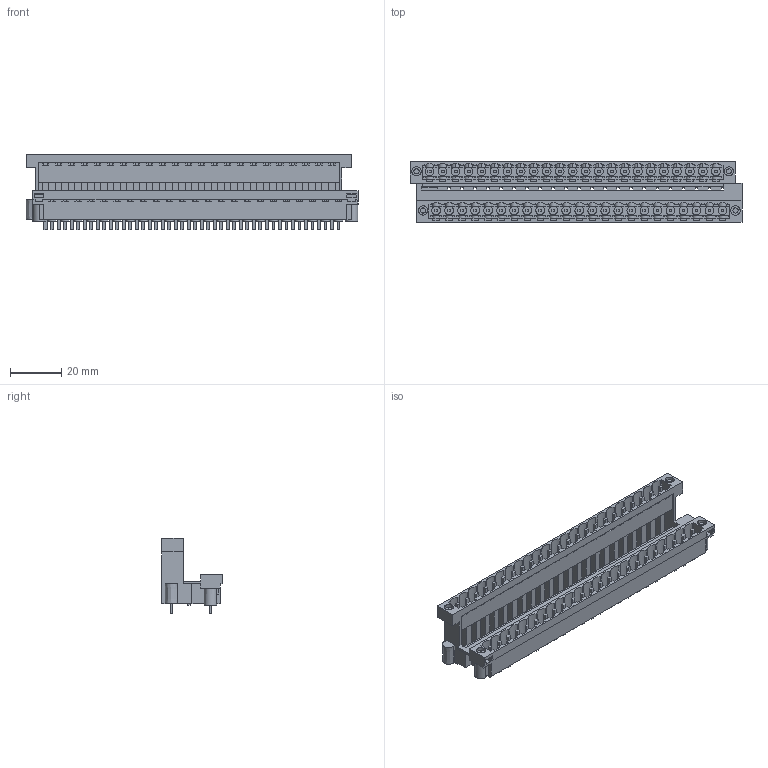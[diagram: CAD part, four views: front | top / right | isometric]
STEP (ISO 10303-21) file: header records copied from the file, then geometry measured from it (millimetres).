
FILE_DESCRIPTION(('CATIA V5 STEP Exchange','CAx-IF Rec.Pracs.--- Model Styling and Organization---1.2---2011-12-15'),'2;1');
FILE_NAME ('D1458674_0_1889320000_1889320000.stp','2018-04-19T13:01:36+00:00',('none'),('Weidmueller'),'CATIA Version 5-6 Release 2014','CATIA V5 STEP AP214','none');
FILE_SCHEMA(('AUTOMOTIVE_DESIGN { 1 0 10303 214 1 1 1 1 }'));
Products named in the file (1): 1889320000
Bounding box: 129.54 x 23.67 x 29.36 mm (x, y, z)
Volume: 19551.5 mm3; surface area: 35306.6 mm2
Topology: 52 solids, 75 shells, 2074 faces, 6660 edges, 4651 vertices
Faces by surface type: plane 1680, cylinder 390, extrusion 4
Entity records: 69339 total; most frequent: CARTESIAN_POINT 15019, ORIENTED_EDGE 13320, DIRECTION 8117, EDGE_CURVE 6660, VECTOR 5276, LINE 5272, VERTEX_POINT 4651, EDGE_LOOP 2239
